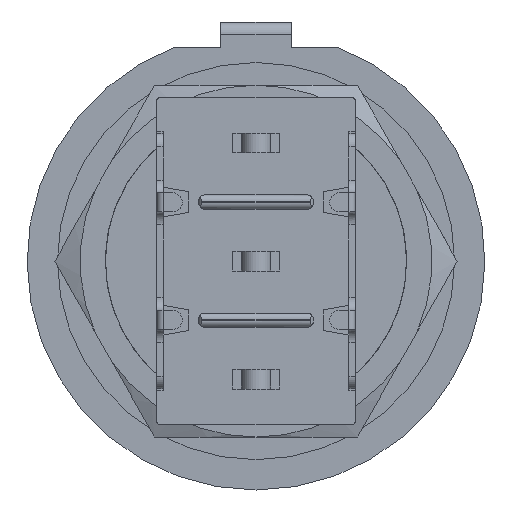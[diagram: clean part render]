
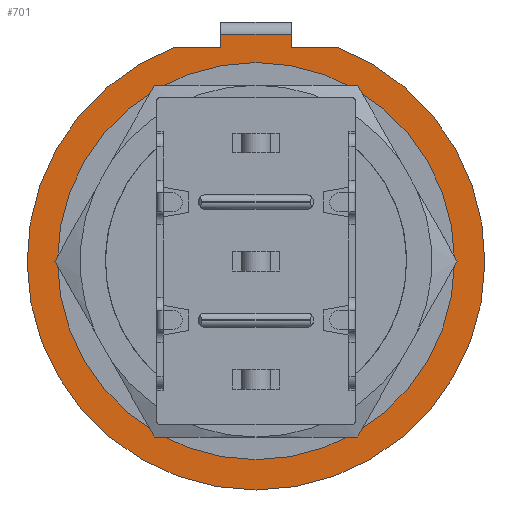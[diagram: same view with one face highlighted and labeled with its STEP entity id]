
A CAD part, front view. The second image highlights one B-rep face of the part: STEP entity #701.
In plain terms, the highlighted face is planar.
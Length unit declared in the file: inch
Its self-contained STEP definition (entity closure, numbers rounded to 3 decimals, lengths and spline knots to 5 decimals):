
#701 = ADVANCED_FACE( '', ( #1530, #1531 ), #1532, .F. );
#1530 = FACE_OUTER_BOUND( '', #2583, .T. );
#1531 = FACE_BOUND( '', #2584, .T. );
#1532 = PLANE( '', #2585 );
#2583 = EDGE_LOOP( '', ( #4091, #4092, #4093, #4094, #4095, #4096 ) );
#2584 = EDGE_LOOP( '', ( #4097, #4098, #4099, #4100 ) );
#2585 = AXIS2_PLACEMENT_3D( '', #4101, #4102, #4103 );
#4091 = ORIENTED_EDGE( '', *, *, #6995, .F. );
#4092 = ORIENTED_EDGE( '', *, *, #6996, .T. );
#4093 = ORIENTED_EDGE( '', *, *, #6997, .F. );
#4094 = ORIENTED_EDGE( '', *, *, #6853, .F. );
#4095 = ORIENTED_EDGE( '', *, *, #6908, .F. );
#4096 = ORIENTED_EDGE( '', *, *, #6998, .F. );
#4097 = ORIENTED_EDGE( '', *, *, #6999, .T. );
#4098 = ORIENTED_EDGE( '', *, *, #7000, .T. );
#4099 = ORIENTED_EDGE( '', *, *, #7001, .T. );
#4100 = ORIENTED_EDGE( '', *, *, #7002, .T. );
#4101 = CARTESIAN_POINT( '', ( 0., 0., 0. ) );
#4102 = DIRECTION( '', ( 0., 0., 1. ) );
#4103 = DIRECTION( '', ( 1., 0., 0. ) );
#6853 = EDGE_CURVE( '', #8314, #8317, #8318, .T. );
#6908 = EDGE_CURVE( '', #8408, #8314, #8409, .T. );
#6995 = EDGE_CURVE( '', #8549, #8550, #8551, .T. );
#6996 = EDGE_CURVE( '', #8549, #8552, #8553, .T. );
#6997 = EDGE_CURVE( '', #8317, #8552, #8554, .T. );
#6998 = EDGE_CURVE( '', #8550, #8408, #8555, .T. );
#6999 = EDGE_CURVE( '', #8556, #8557, #8558, .T. );
#7000 = EDGE_CURVE( '', #8557, #8559, #8560, .T. );
#7001 = EDGE_CURVE( '', #8559, #8561, #8562, .T. );
#7002 = EDGE_CURVE( '', #8561, #8556, #8563, .T. );
#8314 = VERTEX_POINT( '', #10420 );
#8317 = VERTEX_POINT( '', #10424 );
#8318 = LINE( '', #10425, #10426 );
#8408 = VERTEX_POINT( '', #10546 );
#8409 = LINE( '', #10547, #10548 );
#8549 = VERTEX_POINT( '', #10745 );
#8550 = VERTEX_POINT( '', #10746 );
#8551 = LINE( '', #10747, #10748 );
#8552 = VERTEX_POINT( '', #10749 );
#8553 = LINE( '', #10750, #10751 );
#8554 = LINE( '', #10752, #10753 );
#8555 = CIRCLE( '', #10754, 0.3585 );
#8556 = VERTEX_POINT( '', #10755 );
#8557 = VERTEX_POINT( '', #10756 );
#8558 = LINE( '', #10757, #10758 );
#8559 = VERTEX_POINT( '', #10759 );
#8560 = CIRCLE( '', #10760, 0.238 );
#8561 = VERTEX_POINT( '', #10761 );
#8562 = LINE( '', #10762, #10763 );
#8563 = LINE( '', #10764, #10765 );
#10420 = CARTESIAN_POINT( '', ( -0.3345, 0.055, 0. ) );
#10424 = CARTESIAN_POINT( '', ( -0.355, 0.055, 0. ) );
#10425 = CARTESIAN_POINT( '', ( -0.2395, 0.055, 0. ) );
#10426 = VECTOR( '', #12734, 39.37008 );
#10546 = CARTESIAN_POINT( '', ( -0.3345, 0.12897, 0. ) );
#10547 = CARTESIAN_POINT( '', ( -0.3345, 0.12897, 0. ) );
#10548 = VECTOR( '', #12801, 39.37008 );
#10745 = CARTESIAN_POINT( '', ( -0.3345, -0.055, 0. ) );
#10746 = CARTESIAN_POINT( '', ( -0.3345, -0.12897, 0. ) );
#10747 = CARTESIAN_POINT( '', ( -0.3345, 0.12897, 0. ) );
#10748 = VECTOR( '', #12902, 39.37008 );
#10749 = CARTESIAN_POINT( '', ( -0.355, -0.055, 0. ) );
#10750 = CARTESIAN_POINT( '', ( -0.2395, -0.055, 0. ) );
#10751 = VECTOR( '', #12903, 39.37008 );
#10752 = CARTESIAN_POINT( '', ( -0.355, 0.055, 0. ) );
#10753 = VECTOR( '', #12904, 39.37008 );
#10754 = AXIS2_PLACEMENT_3D( '', #12905, #12906, #12907 );
#10755 = CARTESIAN_POINT( '', ( -0.215, -0.03, 0. ) );
#10756 = CARTESIAN_POINT( '', ( -0.2361, -0.03, 0. ) );
#10757 = CARTESIAN_POINT( '', ( -0.215, -0.03, 0. ) );
#10758 = VECTOR( '', #12908, 39.37008 );
#10759 = CARTESIAN_POINT( '', ( -0.2361, 0.03, 0. ) );
#10760 = AXIS2_PLACEMENT_3D( '', #12909, #12910, #12911 );
#10761 = CARTESIAN_POINT( '', ( -0.215, 0.03, 0. ) );
#10762 = CARTESIAN_POINT( '', ( -0.2361, 0.03, 0. ) );
#10763 = VECTOR( '', #12912, 39.37008 );
#10764 = CARTESIAN_POINT( '', ( -0.215, 0.03, 0. ) );
#10765 = VECTOR( '', #12913, 39.37008 );
#12734 = DIRECTION( '', ( -1., 0., 0. ) );
#12801 = DIRECTION( '', ( 0., -1., 0. ) );
#12902 = DIRECTION( '', ( 0., -1., 0. ) );
#12903 = DIRECTION( '', ( -1., 0., 0. ) );
#12904 = DIRECTION( '', ( 0., -1., 0. ) );
#12905 = CARTESIAN_POINT( '', ( 0., 0., 0. ) );
#12906 = DIRECTION( '', ( 0., 0., 1. ) );
#12907 = DIRECTION( '', ( 1., 0., 0. ) );
#12908 = DIRECTION( '', ( -1., 0., 0. ) );
#12909 = CARTESIAN_POINT( '', ( 0., 0., 0. ) );
#12910 = DIRECTION( '', ( 0., 0., 1. ) );
#12911 = DIRECTION( '', ( 1., 0., 0. ) );
#12912 = DIRECTION( '', ( 1., 0., 0. ) );
#12913 = DIRECTION( '', ( 0., -1., 0. ) );
